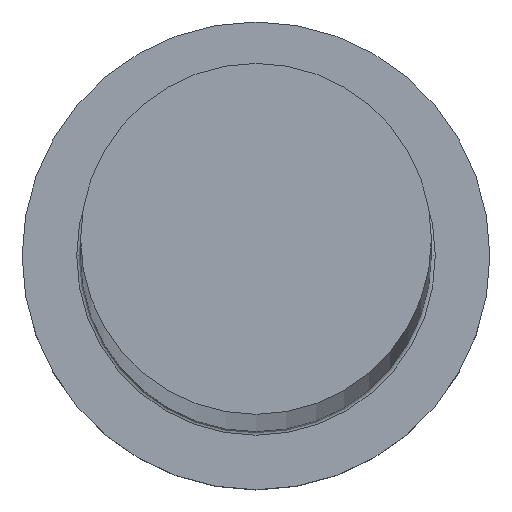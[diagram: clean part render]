
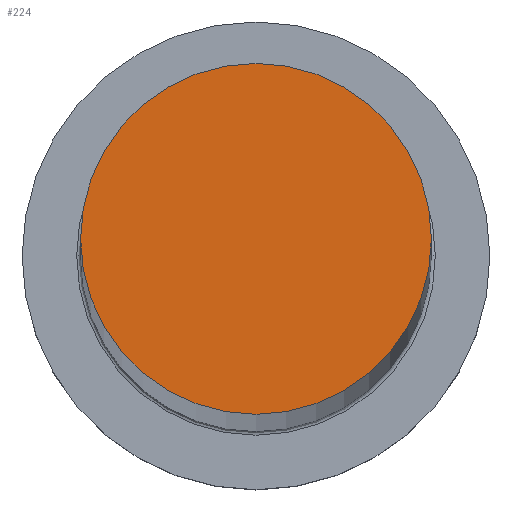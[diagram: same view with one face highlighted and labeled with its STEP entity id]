
A CAD part, top view. The second image highlights one B-rep face of the part: STEP entity #224.
In plain terms, the highlighted planar face has unit normal (0, 0, 1).
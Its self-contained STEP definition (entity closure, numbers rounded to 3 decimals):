
#4 = EDGE_CURVE ( 'NONE', #22, #98, #207, .T. ) ;
#9 = CARTESIAN_POINT ( 'NONE',  ( 0., 0., 507. ) ) ;
#14 = ORIENTED_EDGE ( 'NONE', *, *, #4, .T. ) ;
#17 = ORIENTED_EDGE ( 'NONE', *, *, #60, .T. ) ;
#22 = VERTEX_POINT ( 'NONE', #139 ) ;
#47 = DIRECTION ( 'NONE',  ( 1., 0., 0. ) ) ;
#52 = DIRECTION ( 'NONE',  ( 1., 0., 0. ) ) ;
#57 = CIRCLE ( 'NONE', #228, 9. ) ;
#60 = EDGE_CURVE ( 'NONE', #98, #22, #57, .T. ) ;
#74 = AXIS2_PLACEMENT_3D ( 'NONE', #9, #260, #52 ) ;
#92 = DIRECTION ( 'NONE',  ( 0., 0., 1. ) ) ;
#98 = VERTEX_POINT ( 'NONE', #221 ) ;
#139 = CARTESIAN_POINT ( 'NONE',  ( 9., 0., 507. ) ) ;
#146 = DIRECTION ( 'NONE',  ( 0., 0., 1. ) ) ;
#164 = EDGE_LOOP ( 'NONE', ( #17, #14 ) ) ;
#179 = PLANE ( 'NONE',  #74 ) ;
#181 = AXIS2_PLACEMENT_3D ( 'NONE', #251, #92, #47 ) ;
#196 = DIRECTION ( 'NONE',  ( 1., 0., 0. ) ) ;
#207 = CIRCLE ( 'NONE', #181, 9. ) ;
#221 = CARTESIAN_POINT ( 'NONE',  ( -9., 0., 507. ) ) ;
#224 = ADVANCED_FACE ( 'NONE', ( #304 ), #179, .T. ) ;
#228 = AXIS2_PLACEMENT_3D ( 'NONE', #238, #146, #196 ) ;
#238 = CARTESIAN_POINT ( 'NONE',  ( 0., 0., 507. ) ) ;
#251 = CARTESIAN_POINT ( 'NONE',  ( 0., 0., 507. ) ) ;
#260 = DIRECTION ( 'NONE',  ( 0., 0., 1. ) ) ;
#304 = FACE_OUTER_BOUND ( 'NONE', #164, .T. ) ;
